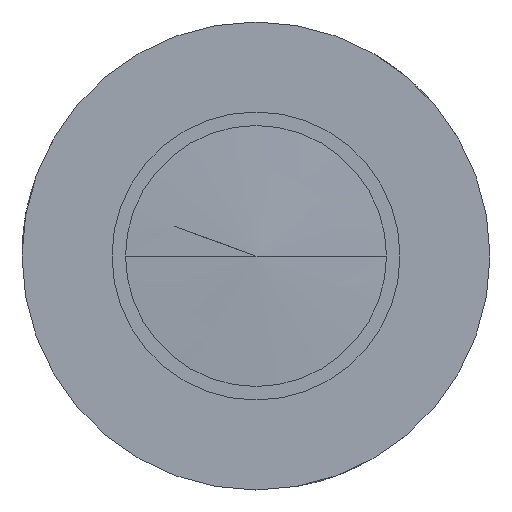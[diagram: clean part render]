
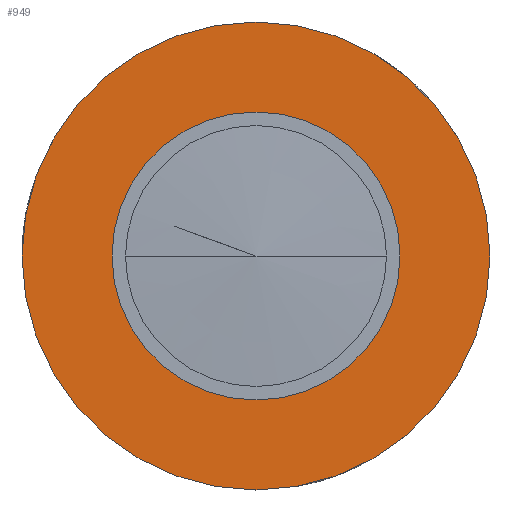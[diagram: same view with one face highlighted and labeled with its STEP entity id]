
A CAD part, left-side view. The second image highlights one B-rep face of the part: STEP entity #949.
In plain terms, the highlighted planar face has unit normal (-1, 0, 0).
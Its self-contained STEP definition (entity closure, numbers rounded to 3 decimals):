
#1 = EDGE_CURVE ( 'NONE', #56, #1021, #84, .T. ) ;
#4 = AXIS2_PLACEMENT_3D ( 'NONE', #333, #530, #1020 ) ;
#56 = VERTEX_POINT ( 'NONE', #827 ) ;
#77 = EDGE_CURVE ( 'NONE', #1021, #56, #163, .T. ) ;
#84 = CIRCLE ( 'NONE', #844, 8. ) ;
#109 = CIRCLE ( 'NONE', #276, 13. ) ;
#163 = CIRCLE ( 'NONE', #4, 8. ) ;
#189 = FACE_BOUND ( 'NONE', #1019, .T. ) ;
#194 = CARTESIAN_POINT ( 'NONE',  ( 69.47, 0., 0. ) ) ;
#234 = CARTESIAN_POINT ( 'NONE',  ( 69.47, 0., 0. ) ) ;
#260 = EDGE_CURVE ( 'NONE', #1199, #792, #374, .T. ) ;
#276 = AXIS2_PLACEMENT_3D ( 'NONE', #1090, #791, #884 ) ;
#282 = AXIS2_PLACEMENT_3D ( 'NONE', #1167, #1172, #1178 ) ;
#333 = CARTESIAN_POINT ( 'NONE',  ( 69.47, 0., 0. ) ) ;
#338 = AXIS2_PLACEMENT_3D ( 'NONE', #194, #854, #1138 ) ;
#374 = CIRCLE ( 'NONE', #338, 13. ) ;
#378 = CARTESIAN_POINT ( 'NONE',  ( 69.47, 0., -13. ) ) ;
#423 = CARTESIAN_POINT ( 'NONE',  ( 69.47, 0., -8. ) ) ;
#447 = EDGE_CURVE ( 'NONE', #792, #1199, #109, .T. ) ;
#522 = ORIENTED_EDGE ( 'NONE', *, *, #447, .F. ) ;
#530 = DIRECTION ( 'NONE',  ( 1., 0., 0. ) ) ;
#555 = CARTESIAN_POINT ( 'NONE',  ( 69.47, 0., 13. ) ) ;
#634 = ORIENTED_EDGE ( 'NONE', *, *, #1, .T. ) ;
#773 = FACE_OUTER_BOUND ( 'NONE', #1089, .T. ) ;
#791 = DIRECTION ( 'NONE',  ( 1., 0., 0. ) ) ;
#792 = VERTEX_POINT ( 'NONE', #378 ) ;
#827 = CARTESIAN_POINT ( 'NONE',  ( 69.47, 0., 8. ) ) ;
#844 = AXIS2_PLACEMENT_3D ( 'NONE', #234, #906, #1112 ) ;
#854 = DIRECTION ( 'NONE',  ( 1., 0., 0. ) ) ;
#884 = DIRECTION ( 'NONE',  ( 0., 0., 1. ) ) ;
#889 = PLANE ( 'NONE',  #282 ) ;
#906 = DIRECTION ( 'NONE',  ( 1., 0., 0. ) ) ;
#927 = ORIENTED_EDGE ( 'NONE', *, *, #260, .F. ) ;
#949 = ADVANCED_FACE ( 'NONE', ( #189, #773 ), #889, .F. ) ;
#1019 = EDGE_LOOP ( 'NONE', ( #634, #1197 ) ) ;
#1020 = DIRECTION ( 'NONE',  ( 0., 0., 1. ) ) ;
#1021 = VERTEX_POINT ( 'NONE', #423 ) ;
#1089 = EDGE_LOOP ( 'NONE', ( #927, #522 ) ) ;
#1090 = CARTESIAN_POINT ( 'NONE',  ( 69.47, 0., 0. ) ) ;
#1112 = DIRECTION ( 'NONE',  ( 0., 0., 1. ) ) ;
#1138 = DIRECTION ( 'NONE',  ( 0., 0., 1. ) ) ;
#1167 = CARTESIAN_POINT ( 'NONE',  ( 69.47, 15.283, -10.61 ) ) ;
#1172 = DIRECTION ( 'NONE',  ( 1., 0., 0. ) ) ;
#1178 = DIRECTION ( 'NONE',  ( 0., -0.178, 0.984 ) ) ;
#1197 = ORIENTED_EDGE ( 'NONE', *, *, #77, .T. ) ;
#1199 = VERTEX_POINT ( 'NONE', #555 ) ;
